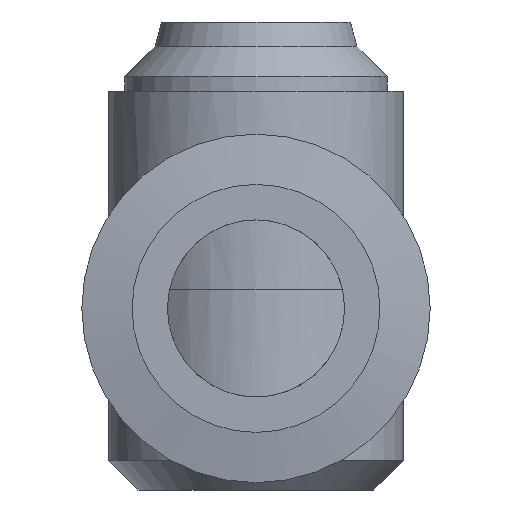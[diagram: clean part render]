
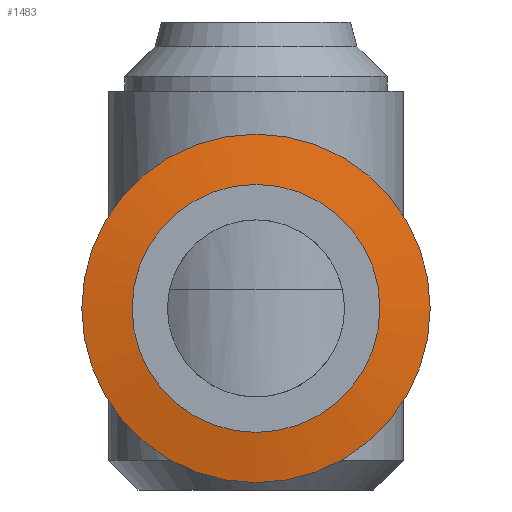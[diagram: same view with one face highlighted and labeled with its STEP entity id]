
A CAD part, left-side view. The second image highlights one B-rep face of the part: STEP entity #1483.
In plain terms, the highlighted conical face has half-angle 80 degrees and reference radius 5.049 mm.
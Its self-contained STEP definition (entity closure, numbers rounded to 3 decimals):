
#156=CONICAL_SURFACE('',#1695,5.049,80.);
#320=FACE_BOUND('',#622,.T.);
#433=FACE_OUTER_BOUND('',#621,.T.);
#621=EDGE_LOOP('',(#1345));
#622=EDGE_LOOP('',(#1346));
#722=CIRCLE('',#1694,4.199);
#723=CIRCLE('',#1696,5.9);
#859=VERTEX_POINT('',#2750);
#860=VERTEX_POINT('',#2753);
#1026=EDGE_CURVE('',#859,#859,#722,.T.);
#1027=EDGE_CURVE('',#860,#860,#723,.T.);
#1345=ORIENTED_EDGE('',*,*,#1026,.T.);
#1346=ORIENTED_EDGE('',*,*,#1027,.F.);
#1483=ADVANCED_FACE('',(#433,#320),#156,.T.);
#1694=AXIS2_PLACEMENT_3D('',#2751,#2162,#2163);
#1695=AXIS2_PLACEMENT_3D('',#2752,#2164,#2165);
#1696=AXIS2_PLACEMENT_3D('',#2754,#2166,#2167);
#2162=DIRECTION('center_axis',(1.,0.,0.));
#2163=DIRECTION('ref_axis',(0.,0.,-1.));
#2164=DIRECTION('center_axis',(1.,0.,0.));
#2165=DIRECTION('ref_axis',(0.,1.,0.));
#2166=DIRECTION('center_axis',(1.,0.,0.));
#2167=DIRECTION('ref_axis',(0.,0.,-1.));
#2750=CARTESIAN_POINT('',(-21.2,4.199,0.));
#2751=CARTESIAN_POINT('Origin',(-21.2,0.,0.));
#2752=CARTESIAN_POINT('Origin',(-21.05,0.,0.));
#2753=CARTESIAN_POINT('',(-20.9,5.9,0.));
#2754=CARTESIAN_POINT('Origin',(-20.9,0.,0.));
